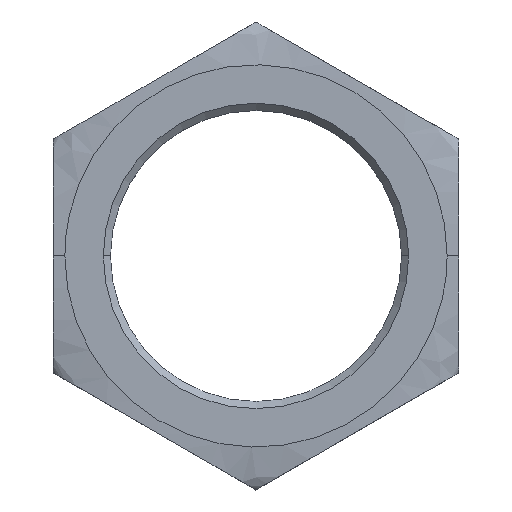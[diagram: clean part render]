
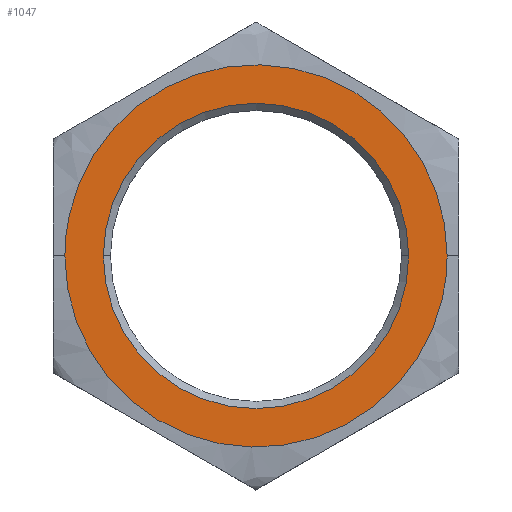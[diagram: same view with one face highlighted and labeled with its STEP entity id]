
A CAD part, top view. The second image highlights one B-rep face of the part: STEP entity #1047.
In plain terms, the highlighted planar face has unit normal (0, 0, 1).
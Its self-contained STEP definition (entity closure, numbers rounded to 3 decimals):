
#20 = VERTEX_POINT ( 'NONE', #23 ) ;
#23 = CARTESIAN_POINT ( 'NONE',  ( -5.35, 0., 2.5 ) ) ;
#38 = CARTESIAN_POINT ( 'NONE',  ( 6.655, 0.876, 2.5 ) ) ;
#44 = CARTESIAN_POINT ( 'NONE',  ( -6.698, 0., 2.5 ) ) ;
#59 = ORIENTED_EDGE ( 'NONE', *, *, #1393, .T. ) ;
#111 = AXIS2_PLACEMENT_3D ( 'NONE', #1041, #1592, #1185 ) ;
#133 = CARTESIAN_POINT ( 'NONE',  ( -5.814, -3.356, 2.5 ) ) ;
#142 = FACE_OUTER_BOUND ( 'NONE', #348, .T. ) ;
#167 = CARTESIAN_POINT ( 'NONE',  ( -2.157, 6.357, 2.5 ) ) ;
#193 = CARTESIAN_POINT ( 'NONE',  ( 5.047, 4.426, 2.5 ) ) ;
#209 = CARTESIAN_POINT ( 'NONE',  ( 1.738, -6.484, 2.5 ) ) ;
#270 = CARTESIAN_POINT ( 'NONE',  ( -5.047, -4.426, 2.5 ) ) ;
#282 = CARTESIAN_POINT ( 'NONE',  ( -2.157, -6.357, 2.5 ) ) ;
#289 = CARTESIAN_POINT ( 'NONE',  ( -0.439, -6.698, 2.5 ) ) ;
#295 = CARTESIAN_POINT ( 'NONE',  ( 0.876, -6.655, 2.5 ) ) ;
#304 = CARTESIAN_POINT ( 'NONE',  ( -3.356, -5.814, 2.5 ) ) ;
#314 = CARTESIAN_POINT ( 'NONE',  ( 5.35, 0., 2.5 ) ) ;
#322 = CARTESIAN_POINT ( 'NONE',  ( -6.655, 0.876, 2.5 ) ) ;
#342 = CARTESIAN_POINT ( 'NONE',  ( 5.325, 4.087, 2.5 ) ) ;
#348 = EDGE_LOOP ( 'NONE', ( #1172, #923 ) ) ;
#370 = CIRCLE ( 'NONE', #1164, 5.35 ) ;
#385 = CARTESIAN_POINT ( 'NONE',  ( 5.325, -4.087, 2.5 ) ) ;
#390 = CIRCLE ( 'NONE', #783, 5.35 ) ;
#408 = CARTESIAN_POINT ( 'NONE',  ( -4.087, -5.325, 2.5 ) ) ;
#467 = CARTESIAN_POINT ( 'NONE',  ( -4.426, 5.047, 2.5 ) ) ;
#475 = CARTESIAN_POINT ( 'NONE',  ( 6.698, 0.44, 2.5 ) ) ;
#482 = CARTESIAN_POINT ( 'NONE',  ( 6.02, 2.969, 2.5 ) ) ;
#494 = CARTESIAN_POINT ( 'NONE',  ( 4.087, 5.325, 2.5 ) ) ;
#512 = DIRECTION ( 'NONE',  ( 0., 0., -1. ) ) ;
#517 = CARTESIAN_POINT ( 'NONE',  ( 0., 0., 2.5 ) ) ;
#590 = CARTESIAN_POINT ( 'NONE',  ( 6.655, -0.876, 2.5 ) ) ;
#596 = CARTESIAN_POINT ( 'NONE',  ( -6.357, -2.157, 2.5 ) ) ;
#604 = CARTESIAN_POINT ( 'NONE',  ( -5.814, 3.356, 2.5 ) ) ;
#605 = CARTESIAN_POINT ( 'NONE',  ( 6.357, -2.157, 2.5 ) ) ;
#609 = CARTESIAN_POINT ( 'NONE',  ( -3.356, 5.814, 2.5 ) ) ;
#624 = CARTESIAN_POINT ( 'NONE',  ( 6.698, 0., 2.5 ) ) ;
#627 = CARTESIAN_POINT ( 'NONE',  ( 3.356, 5.814, 2.5 ) ) ;
#632 = CARTESIAN_POINT ( 'NONE',  ( 4.426, 5.047, 2.5 ) ) ;
#651 = DIRECTION ( 'NONE',  ( 1., 0., 0. ) ) ;
#682 = CARTESIAN_POINT ( 'NONE',  ( -6.02, -2.969, 2.5 ) ) ;
#687 = CARTESIAN_POINT ( 'NONE',  ( -5.325, -4.087, 2.5 ) ) ;
#695 = EDGE_CURVE ( 'NONE', #963, #1349, #1567, .T. ) ;
#731 = CARTESIAN_POINT ( 'NONE',  ( -0.876, 6.655, 2.5 ) ) ;
#745 = CARTESIAN_POINT ( 'NONE',  ( -6.02, 2.969, 2.5 ) ) ;
#749 = CARTESIAN_POINT ( 'NONE',  ( 2.157, 6.357, 2.5 ) ) ;
#783 = AXIS2_PLACEMENT_3D ( 'NONE', #1351, #512, #1494 ) ;
#785 = CARTESIAN_POINT ( 'NONE',  ( 4.426, -5.047, 2.5 ) ) ;
#856 = CARTESIAN_POINT ( 'NONE',  ( -4.426, -5.047, 2.5 ) ) ;
#879 = CARTESIAN_POINT ( 'NONE',  ( -6.484, 1.738, 2.5 ) ) ;
#887 = CARTESIAN_POINT ( 'NONE',  ( 6.484, 1.738, 2.5 ) ) ;
#893 = CARTESIAN_POINT ( 'NONE',  ( 6.698, 0., 2.5 ) ) ;
#915 = B_SPLINE_CURVE_WITH_KNOTS ( 'NONE', 3,
 ( #893, #475, #38, #887, #1730, #482, #1329, #342, #193, #632, #494, #627, #1468, #749, #1166, #1609, #1724, #1570, #731, #1159, #167, #1035, #609, #1450, #467, #1311, #1444, #604, #745, #1736, #879, #322, #919, #44 ),
 .UNSPECIFIED., .F., .F.,
 ( 4, 2, 2, 2, 2, 2, 2, 2, 2, 2, 2, 2, 2, 2, 2, 2, 4 ),
 ( 0., 0.031, 0.062, 0.094, 0.125, 0.156, 0.188, 0.219, 0.25, 0.281, 0.313, 0.344, 0.375, 0.406, 0.437, 0.469, 0.5 ),
 .UNSPECIFIED. ) ;
#919 = CARTESIAN_POINT ( 'NONE',  ( -6.698, 0.439, 2.5 ) ) ;
#923 = ORIENTED_EDGE ( 'NONE', *, *, #695, .T. ) ;
#931 = VERTEX_POINT ( 'NONE', #314 ) ;
#963 = VERTEX_POINT ( 'NONE', #1464 ) ;
#966 = CARTESIAN_POINT ( 'NONE',  ( -6.484, -1.738, 2.5 ) ) ;
#1027 = EDGE_CURVE ( 'NONE', #1349, #963, #915, .T. ) ;
#1035 = CARTESIAN_POINT ( 'NONE',  ( -2.969, 6.02, 2.5 ) ) ;
#1041 = CARTESIAN_POINT ( 'NONE',  ( 0., 0., 2.5 ) ) ;
#1047 = ADVANCED_FACE ( 'NONE', ( #1607, #142 ), #1317, .T. ) ;
#1113 = CARTESIAN_POINT ( 'NONE',  ( -6.655, -0.876, 2.5 ) ) ;
#1144 = CARTESIAN_POINT ( 'NONE',  ( 6.698, 0., 2.5 ) ) ;
#1159 = CARTESIAN_POINT ( 'NONE',  ( -1.738, 6.484, 2.5 ) ) ;
#1164 = AXIS2_PLACEMENT_3D ( 'NONE', #517, #1498, #651 ) ;
#1166 = CARTESIAN_POINT ( 'NONE',  ( 1.738, 6.484, 2.5 ) ) ;
#1172 = ORIENTED_EDGE ( 'NONE', *, *, #1027, .T. ) ;
#1185 = DIRECTION ( 'NONE',  ( 1., 0., 0. ) ) ;
#1192 = CARTESIAN_POINT ( 'NONE',  ( -6.698, 0., 2.5 ) ) ;
#1196 = CARTESIAN_POINT ( 'NONE',  ( 2.969, -6.02, 2.5 ) ) ;
#1245 = ORIENTED_EDGE ( 'NONE', *, *, #1328, .T. ) ;
#1253 = CARTESIAN_POINT ( 'NONE',  ( 5.047, -4.426, 2.5 ) ) ;
#1286 = CARTESIAN_POINT ( 'NONE',  ( 3.356, -5.814, 2.5 ) ) ;
#1311 = CARTESIAN_POINT ( 'NONE',  ( -5.047, 4.426, 2.5 ) ) ;
#1317 = PLANE ( 'NONE',  #111 ) ;
#1328 = EDGE_CURVE ( 'NONE', #931, #20, #390, .T. ) ;
#1329 = CARTESIAN_POINT ( 'NONE',  ( 5.814, 3.356, 2.5 ) ) ;
#1335 = CARTESIAN_POINT ( 'NONE',  ( 0.439, -6.698, 2.5 ) ) ;
#1349 = VERTEX_POINT ( 'NONE', #624 ) ;
#1351 = CARTESIAN_POINT ( 'NONE',  ( 0., 0., 2.5 ) ) ;
#1377 = CARTESIAN_POINT ( 'NONE',  ( 6.484, -1.738, 2.5 ) ) ;
#1388 = CARTESIAN_POINT ( 'NONE',  ( -0.876, -6.655, 2.5 ) ) ;
#1393 = EDGE_CURVE ( 'NONE', #20, #931, #370, .T. ) ;
#1400 = CARTESIAN_POINT ( 'NONE',  ( -2.969, -6.02, 2.5 ) ) ;
#1444 = CARTESIAN_POINT ( 'NONE',  ( -5.325, 4.087, 2.5 ) ) ;
#1450 = CARTESIAN_POINT ( 'NONE',  ( -4.087, 5.325, 2.5 ) ) ;
#1464 = CARTESIAN_POINT ( 'NONE',  ( -6.698, 0., 2.5 ) ) ;
#1468 = CARTESIAN_POINT ( 'NONE',  ( 2.969, 6.02, 2.5 ) ) ;
#1480 = CARTESIAN_POINT ( 'NONE',  ( 5.814, -3.356, 2.5 ) ) ;
#1494 = DIRECTION ( 'NONE',  ( 1., 0., 0. ) ) ;
#1498 = DIRECTION ( 'NONE',  ( 0., 0., -1. ) ) ;
#1505 = CARTESIAN_POINT ( 'NONE',  ( -1.738, -6.484, 2.5 ) ) ;
#1512 = CARTESIAN_POINT ( 'NONE',  ( 4.087, -5.325, 2.5 ) ) ;
#1516 = CARTESIAN_POINT ( 'NONE',  ( 6.02, -2.969, 2.5 ) ) ;
#1567 = B_SPLINE_CURVE_WITH_KNOTS ( 'NONE', 3,
 ( #1192, #1823, #1113, #966, #596, #682, #133, #687, #270, #856, #408, #304, #1400, #282, #1505, #1388, #289, #1335, #295, #209, #1810, #1196, #1286, #1512, #785, #1253, #385, #1480, #1516, #605, #1377, #590, #1584, #1144 ),
 .UNSPECIFIED., .F., .F.,
 ( 4, 2, 2, 2, 2, 2, 2, 2, 2, 2, 2, 2, 2, 2, 2, 2, 4 ),
 ( 0.5, 0.531, 0.563, 0.594, 0.625, 0.656, 0.688, 0.719, 0.75, 0.781, 0.813, 0.844, 0.875, 0.906, 0.938, 0.969, 1. ),
 .UNSPECIFIED. ) ;
#1570 = CARTESIAN_POINT ( 'NONE',  ( -0.439, 6.698, 2.5 ) ) ;
#1584 = CARTESIAN_POINT ( 'NONE',  ( 6.698, -0.44, 2.5 ) ) ;
#1592 = DIRECTION ( 'NONE',  ( 0., 0., 1. ) ) ;
#1607 = FACE_BOUND ( 'NONE', #1625, .T. ) ;
#1609 = CARTESIAN_POINT ( 'NONE',  ( 0.876, 6.655, 2.5 ) ) ;
#1625 = EDGE_LOOP ( 'NONE', ( #1245, #59 ) ) ;
#1724 = CARTESIAN_POINT ( 'NONE',  ( 0.439, 6.698, 2.5 ) ) ;
#1730 = CARTESIAN_POINT ( 'NONE',  ( 6.357, 2.157, 2.5 ) ) ;
#1736 = CARTESIAN_POINT ( 'NONE',  ( -6.357, 2.157, 2.5 ) ) ;
#1810 = CARTESIAN_POINT ( 'NONE',  ( 2.157, -6.357, 2.5 ) ) ;
#1823 = CARTESIAN_POINT ( 'NONE',  ( -6.698, -0.439, 2.5 ) ) ;
